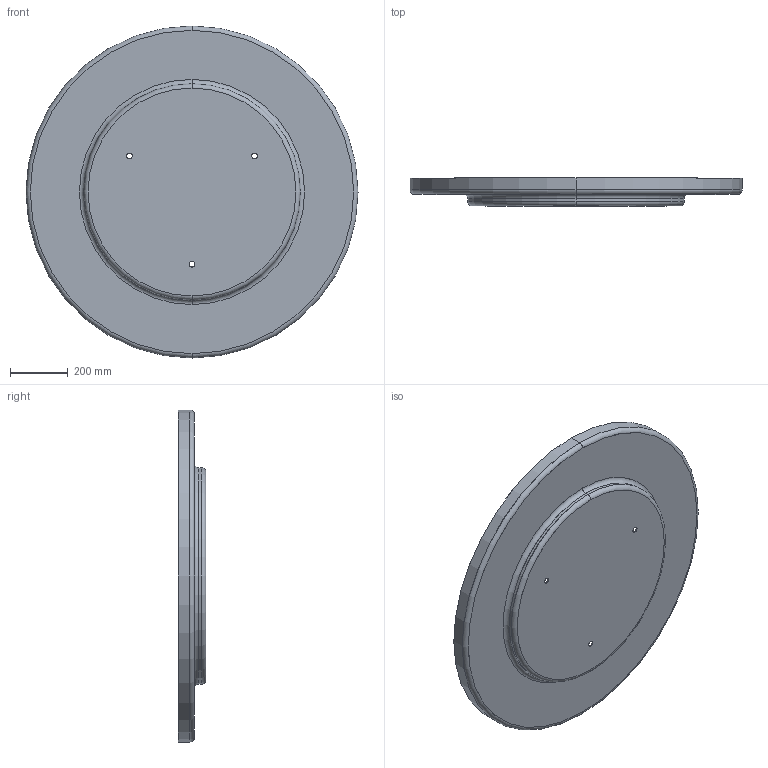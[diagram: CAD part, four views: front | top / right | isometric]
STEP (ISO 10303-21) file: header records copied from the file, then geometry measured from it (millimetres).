
FILE_DESCRIPTION (( 'STEP AP203' ), '1' );
FILE_NAME ('BORC BRC2 1150-plate .STEP', '2021-05-05T11:55:24', ( '' ), ( '' ), 'SwSTEP 2.0', 'SolidWorks 2020', '' );
FILE_SCHEMA (( 'CONFIG_CONTROL_DESIGN' ));
Length unit declared in the file: millimetre
Products named in the file (1): BORC BRC2 1150-plate 
Bounding box: 1150 x 96 x 1150 mm (x, y, z)
Volume: 3814374.7 mm3; surface area: 2554311 mm2
Topology: 1 solids, 1 shells, 31 faces, 66 edges, 40 vertices
Faces by surface type: cylinder 14, torus 12, plane 5
Entity records: 945 total; most frequent: DIRECTION 182, CARTESIAN_POINT 138, ORIENTED_EDGE 132, AXIS2_PLACEMENT_3D 84, EDGE_CURVE 66, CIRCLE 52, VERTEX_POINT 40, EDGE_LOOP 40
